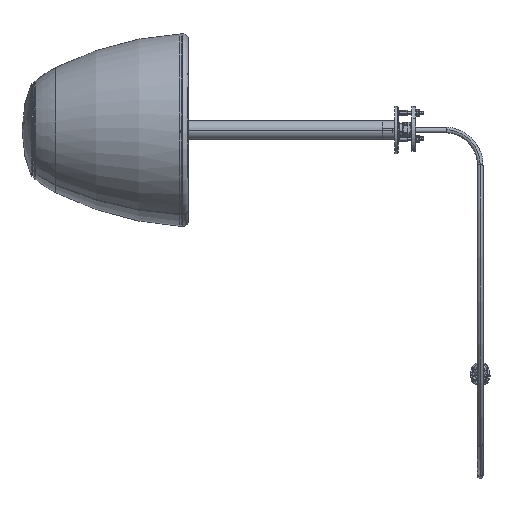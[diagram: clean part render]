
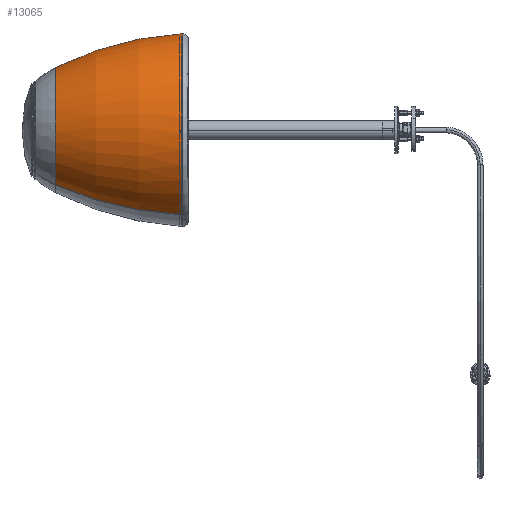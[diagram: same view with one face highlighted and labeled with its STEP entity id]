
A CAD part, left-side view. The second image highlights one B-rep face of the part: STEP entity #13065.
In plain terms, the highlighted toroidal (fillet/blend) face has major radius 239.694 mm and minor radius 341.5 mm.
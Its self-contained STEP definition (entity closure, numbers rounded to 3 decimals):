
#253 = EDGE_CURVE ( 'NONE', #16176, #6462, #17472, .T. ) ;
#434 = CIRCLE ( 'NONE', #21471, 341.5 ) ;
#552 = DIRECTION ( 'NONE',  ( 0., 0., -1. ) ) ;
#554 = AXIS2_PLACEMENT_3D ( 'NONE', #20535, #8033, #18475 ) ;
#669 = VERTEX_POINT ( 'NONE', #17394 ) ;
#3243 = DIRECTION ( 'NONE',  ( 0., 0., -1. ) ) ;
#3336 = EDGE_LOOP ( 'NONE', ( #21254, #6882, #17774, #10307 ) ) ;
#5479 = AXIS2_PLACEMENT_3D ( 'NONE', #20097, #15166, #14961 ) ;
#5573 = CARTESIAN_POINT ( 'NONE',  ( 0., -10.575, -101.259 ) ) ;
#5779 = FACE_OUTER_BOUND ( 'NONE', #3336, .T. ) ;
#6202 = CIRCLE ( 'NONE', #5479, 65.686 ) ;
#6267 = AXIS2_PLACEMENT_3D ( 'NONE', #8382, #15289, #552 ) ;
#6298 = CARTESIAN_POINT ( 'NONE',  ( 0., 122.966, 65.686 ) ) ;
#6462 = VERTEX_POINT ( 'NONE', #16521 ) ;
#6882 = ORIENTED_EDGE ( 'NONE', *, *, #15183, .T. ) ;
#7622 = TOROIDAL_SURFACE ( 'NONE', #12709, -239.694, 341.5 ) ;
#8033 = DIRECTION ( 'NONE',  ( -1., 0., 0. ) ) ;
#8382 = CARTESIAN_POINT ( 'NONE',  ( 0., -10.575, 0. ) ) ;
#9167 = EDGE_CURVE ( 'NONE', #669, #16176, #17185, .T. ) ;
#10307 = ORIENTED_EDGE ( 'NONE', *, *, #9167, .F. ) ;
#12709 = AXIS2_PLACEMENT_3D ( 'NONE', #21342, #21232, #19631 ) ;
#13065 = ADVANCED_FACE ( 'NONE', ( #5779 ), #7622, .T. ) ;
#13560 = DIRECTION ( 'NONE',  ( 1., 0., 0. ) ) ;
#13764 = EDGE_CURVE ( 'NONE', #669, #18301, #6202, .T. ) ;
#14961 = DIRECTION ( 'NONE',  ( 0., 0., -1. ) ) ;
#15166 = DIRECTION ( 'NONE',  ( 0., -1., 0. ) ) ;
#15183 = EDGE_CURVE ( 'NONE', #18301, #6462, #434, .T. ) ;
#15289 = DIRECTION ( 'NONE',  ( 0., -1., 0. ) ) ;
#15355 = CARTESIAN_POINT ( 'NONE',  ( 0., -29.891, -239.694 ) ) ;
#16176 = VERTEX_POINT ( 'NONE', #5573 ) ;
#16521 = CARTESIAN_POINT ( 'NONE',  ( 0., -10.575, 101.259 ) ) ;
#17185 = CIRCLE ( 'NONE', #554, 341.5 ) ;
#17394 = CARTESIAN_POINT ( 'NONE',  ( 0., 122.966, -65.686 ) ) ;
#17472 = CIRCLE ( 'NONE', #6267, 101.259 ) ;
#17774 = ORIENTED_EDGE ( 'NONE', *, *, #253, .F. ) ;
#18301 = VERTEX_POINT ( 'NONE', #6298 ) ;
#18475 = DIRECTION ( 'NONE',  ( 0., 0., 1. ) ) ;
#19631 = DIRECTION ( 'NONE',  ( 0., 0., -1. ) ) ;
#20097 = CARTESIAN_POINT ( 'NONE',  ( 0., 122.966, 0. ) ) ;
#20535 = CARTESIAN_POINT ( 'NONE',  ( 0., -29.891, 239.694 ) ) ;
#21232 = DIRECTION ( 'NONE',  ( 0., -1., 0. ) ) ;
#21254 = ORIENTED_EDGE ( 'NONE', *, *, #13764, .T. ) ;
#21342 = CARTESIAN_POINT ( 'NONE',  ( 0., -29.891, 0. ) ) ;
#21471 = AXIS2_PLACEMENT_3D ( 'NONE', #15355, #13560, #3243 ) ;
